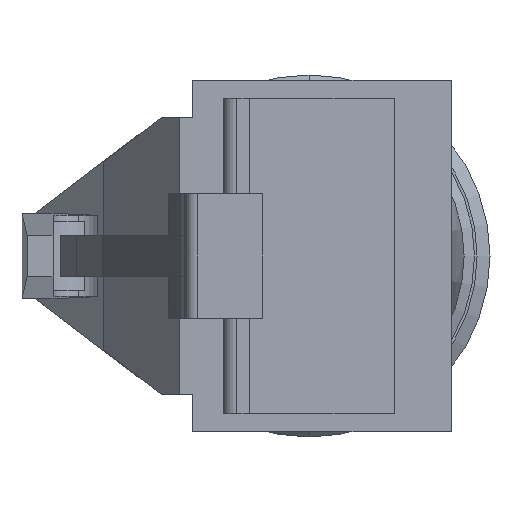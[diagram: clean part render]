
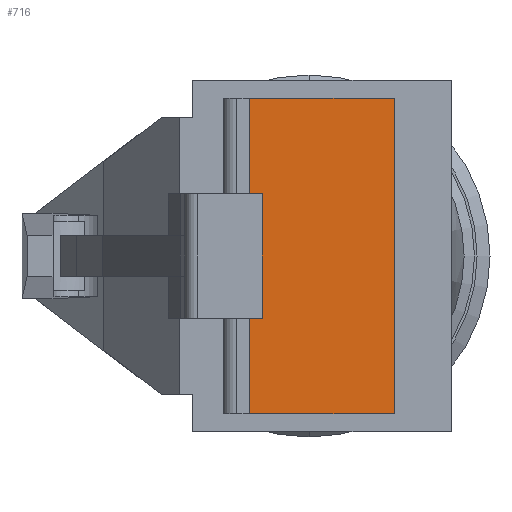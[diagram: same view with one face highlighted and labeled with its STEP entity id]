
A CAD part, left-side view. The second image highlights one B-rep face of the part: STEP entity #716.
In plain terms, the highlighted planar face has unit normal (-1, 0, 0).
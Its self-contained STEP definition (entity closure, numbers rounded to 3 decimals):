
#33 = ORIENTED_EDGE ( 'NONE', *, *, #1692, .T. ) ;
#79 = VERTEX_POINT ( 'NONE', #2688 ) ;
#112 = DIRECTION ( 'NONE',  ( 0., -1., 0. ) ) ;
#148 = CARTESIAN_POINT ( 'NONE',  ( -43.65, -3.3, 6.1 ) ) ;
#181 = VERTEX_POINT ( 'NONE', #2236 ) ;
#203 = LINE ( 'NONE', #2533, #1667 ) ;
#378 = CARTESIAN_POINT ( 'NONE',  ( -43.65, -3.3, 6.1 ) ) ;
#409 = VECTOR ( 'NONE', #564, 1000. ) ;
#414 = VECTOR ( 'NONE', #2901, 1000. ) ;
#429 = CARTESIAN_POINT ( 'NONE',  ( -43.65, 2.3, -2.4 ) ) ;
#447 = ORIENTED_EDGE ( 'NONE', *, *, #790, .T. ) ;
#527 = VERTEX_POINT ( 'NONE', #3188 ) ;
#564 = DIRECTION ( 'NONE',  ( 0., 0., -1. ) ) ;
#696 = CARTESIAN_POINT ( 'NONE',  ( -43.65, 2.3, -2.4 ) ) ;
#716 = ADVANCED_FACE ( 'NONE', ( #2947 ), #916, .F. ) ;
#790 = EDGE_CURVE ( 'NONE', #181, #3518, #2603, .T. ) ;
#798 = VERTEX_POINT ( 'NONE', #3299 ) ;
#871 = LINE ( 'NONE', #1994, #2971 ) ;
#916 = PLANE ( 'NONE',  #1290 ) ;
#920 = VECTOR ( 'NONE', #3494, 1000. ) ;
#947 = CARTESIAN_POINT ( 'NONE',  ( -43.65, -3.3, -6.1 ) ) ;
#966 = LINE ( 'NONE', #1669, #3240 ) ;
#995 = ORIENTED_EDGE ( 'NONE', *, *, #1929, .F. ) ;
#1106 = DIRECTION ( 'NONE',  ( 0., 0., -1. ) ) ;
#1170 = VERTEX_POINT ( 'NONE', #2740 ) ;
#1172 = VERTEX_POINT ( 'NONE', #2762 ) ;
#1218 = EDGE_CURVE ( 'NONE', #798, #181, #2601, .T. ) ;
#1270 = VECTOR ( 'NONE', #1106, 1000. ) ;
#1290 = AXIS2_PLACEMENT_3D ( 'NONE', #148, #3185, #3506 ) ;
#1362 = ORIENTED_EDGE ( 'NONE', *, *, #1473, .F. ) ;
#1459 = ORIENTED_EDGE ( 'NONE', *, *, #3380, .F. ) ;
#1473 = EDGE_CURVE ( 'NONE', #527, #1172, #2474, .T. ) ;
#1639 = CARTESIAN_POINT ( 'NONE',  ( -43.65, 1.8, 2.4 ) ) ;
#1667 = VECTOR ( 'NONE', #3346, 1000. ) ;
#1669 = CARTESIAN_POINT ( 'NONE',  ( -43.65, 2.3, 6.1 ) ) ;
#1692 = EDGE_CURVE ( 'NONE', #3518, #1170, #966, .T. ) ;
#1711 = DIRECTION ( 'NONE',  ( 0., -1., 0. ) ) ;
#1834 = LINE ( 'NONE', #947, #3307 ) ;
#1916 = EDGE_CURVE ( 'NONE', #1170, #1172, #1834, .T. ) ;
#1929 = EDGE_CURVE ( 'NONE', #798, #1938, #203, .T. ) ;
#1938 = VERTEX_POINT ( 'NONE', #1988 ) ;
#1988 = CARTESIAN_POINT ( 'NONE',  ( -43.65, 2.3, 2.4 ) ) ;
#1994 = CARTESIAN_POINT ( 'NONE',  ( -43.65, -3.3, 6.1 ) ) ;
#2093 = LINE ( 'NONE', #2747, #1270 ) ;
#2236 = CARTESIAN_POINT ( 'NONE',  ( -43.65, 1.8, -2.4 ) ) ;
#2336 = ORIENTED_EDGE ( 'NONE', *, *, #1218, .T. ) ;
#2474 = LINE ( 'NONE', #378, #920 ) ;
#2533 = CARTESIAN_POINT ( 'NONE',  ( -43.65, 2.3, 2.4 ) ) ;
#2601 = LINE ( 'NONE', #1639, #409 ) ;
#2603 = LINE ( 'NONE', #696, #414 ) ;
#2688 = CARTESIAN_POINT ( 'NONE',  ( -43.65, 2.3, 6.1 ) ) ;
#2740 = CARTESIAN_POINT ( 'NONE',  ( -43.65, 2.3, -6.1 ) ) ;
#2747 = CARTESIAN_POINT ( 'NONE',  ( -43.65, 2.3, 6.1 ) ) ;
#2753 = ORIENTED_EDGE ( 'NONE', *, *, #1916, .T. ) ;
#2762 = CARTESIAN_POINT ( 'NONE',  ( -43.65, -3.3, -6.1 ) ) ;
#2812 = EDGE_CURVE ( 'NONE', #79, #1938, #2093, .T. ) ;
#2901 = DIRECTION ( 'NONE',  ( 0., 1., 0. ) ) ;
#2947 = FACE_OUTER_BOUND ( 'NONE', #3235, .T. ) ;
#2971 = VECTOR ( 'NONE', #1711, 1000. ) ;
#3005 = ORIENTED_EDGE ( 'NONE', *, *, #2812, .T. ) ;
#3054 = DIRECTION ( 'NONE',  ( 0., 0., -1. ) ) ;
#3185 = DIRECTION ( 'NONE',  ( 1., 0., 0. ) ) ;
#3188 = CARTESIAN_POINT ( 'NONE',  ( -43.65, -3.3, 6.1 ) ) ;
#3235 = EDGE_LOOP ( 'NONE', ( #3005, #995, #2336, #447, #33, #2753, #1362, #1459 ) ) ;
#3240 = VECTOR ( 'NONE', #3054, 1000. ) ;
#3299 = CARTESIAN_POINT ( 'NONE',  ( -43.65, 1.8, 2.4 ) ) ;
#3307 = VECTOR ( 'NONE', #112, 1000. ) ;
#3346 = DIRECTION ( 'NONE',  ( 0., 1., 0. ) ) ;
#3380 = EDGE_CURVE ( 'NONE', #79, #527, #871, .T. ) ;
#3494 = DIRECTION ( 'NONE',  ( 0., 0., -1. ) ) ;
#3506 = DIRECTION ( 'NONE',  ( 0., 1., 0. ) ) ;
#3518 = VERTEX_POINT ( 'NONE', #429 ) ;
